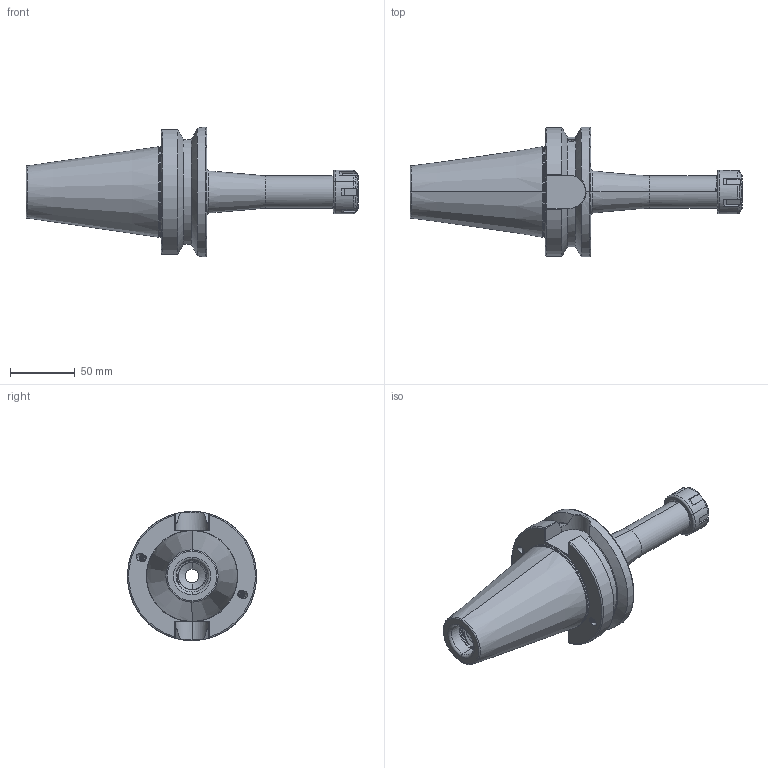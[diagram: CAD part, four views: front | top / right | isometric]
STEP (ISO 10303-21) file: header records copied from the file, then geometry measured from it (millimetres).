
FILE_DESCRIPTION (( 'STEP AP203' ), '1' );
FILE_NAME ('506.02.13.2.STEP', '2016-11-26T00:50:32', ( '' ), ( '' ), 'SwSTEP 2.0', 'SolidWorks 2012', '' );
FILE_SCHEMA (( 'CONFIG_CONTROL_DESIGN' ));
Length unit declared in the file: millimetre
Products named in the file (3): 506.02.13.2; 2-01.100.0200190C7_ER20螺帽(六溝)
Assembly tree (2 placements, depth 2):
  506.02.13.2
    506.02.13.2
    2-01.100.0200190C7_ER20螺帽(六溝)
Bounding box: 257 x 100 x 100 mm (x, y, z)
Volume: 490422.9 mm3; surface area: 77765.1 mm2
Topology: 2 solids, 2 shells, 380 faces, 1018 edges, 641 vertices
Faces by surface type: cylinder 162, plane 78, bspline 56, torus 55, cone 29
Entity records: 25049 total; most frequent: CARTESIAN_POINT 16547, ORIENTED_EDGE 2024, DIRECTION 1386, EDGE_CURVE 1012, VERTEX_POINT 641, AXIS2_PLACEMENT_3D 541, EDGE_LOOP 393, ADVANCED_FACE 380
